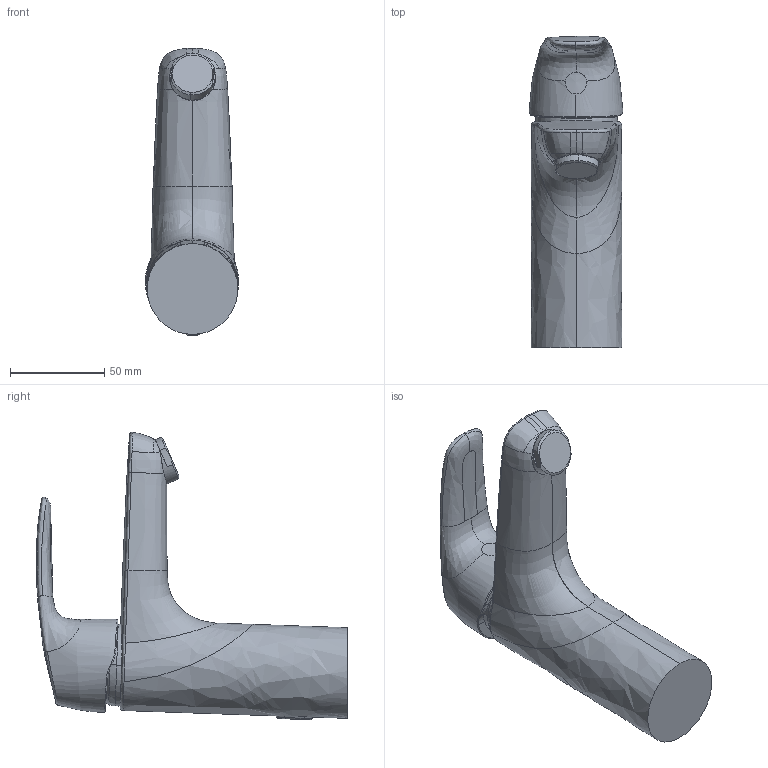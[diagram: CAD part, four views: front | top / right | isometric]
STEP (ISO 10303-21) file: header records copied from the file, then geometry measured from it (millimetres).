
FILE_DESCRIPTION (( 'STEP AP203' ), '1' );
FILE_NAME ('450222830037.STEP', '2019-06-14T07:02:35', ( '' ), ( '' ), 'SwSTEP 2.0', 'SolidWorks 2016', '' );
FILE_SCHEMA (( 'CONFIG_CONTROL_DESIGN' ));
Products named in the file (1): 450222830037
Bounding box: 49.68 x 165.23 x 152.77 mm (x, y, z)
Volume: 384481.6 mm3; surface area: 42895.2 mm2
Topology: 1 solids, 1 shells, 97 faces, 250 edges, 156 vertices
Faces by surface type: bspline 65, plane 14, cylinder 9, cone 7, sphere 2
Entity records: 28074 total; most frequent: CARTESIAN_POINT 26228, ORIENTED_EDGE 500, EDGE_CURVE 250, B_SPLINE_CURVE_WITH_KNOTS 179, DIRECTION 157, VERTEX_POINT 156, EDGE_LOOP 98, FACE_OUTER_BOUND 97
